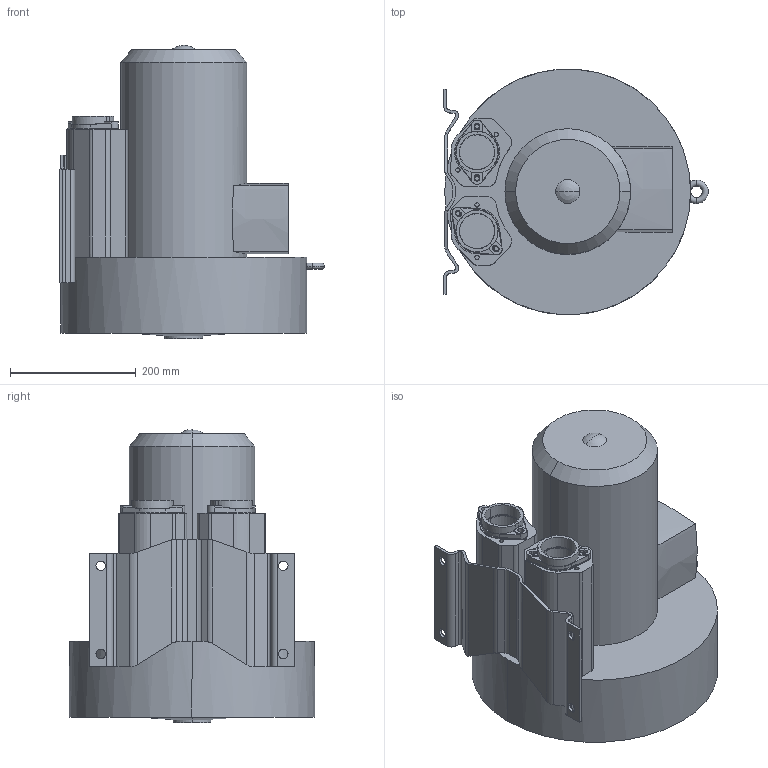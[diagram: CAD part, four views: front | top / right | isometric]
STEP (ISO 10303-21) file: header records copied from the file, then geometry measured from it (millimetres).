
FILE_DESCRIPTION((''),'2;1');
FILE_NAME('2RB710-7AQ26','2025-02-17T',('Administrator'),(''),'PRO/ENGINEER BY PARAMETRIC TECHNOLOGY CORPORATION, 2007090','PRO/ENGINEER BY PARAMETRIC TECHNOLOGY CORPORATION, 2007090','');
FILE_SCHEMA(('AUTOMOTIVE_DESIGN_CC2 { 1 2 10303 214 -1 1 5 2 }'));
Length unit declared in the file: millimetre
Products named in the file (1): 2RB710-7AQ26
Bounding box: 420.12 x 390 x 465.6 mm (x, y, z)
Volume: 29179619.3 mm3; surface area: 921339.8 mm2
Topology: 1 solids, 1 shells, 270 faces, 789 edges, 543 vertices
Faces by surface type: plane 132, cylinder 122, cone 6, torus 4, extrusion 4, sphere 2
Entity records: 9536 total; most frequent: CARTESIAN_POINT 2034, DIRECTION 1630, ORIENTED_EDGE 1574, EDGE_CURVE 787, AXIS2_PLACEMENT_3D 631, VERTEX_POINT 543, VECTOR 368, CIRCLE 365
